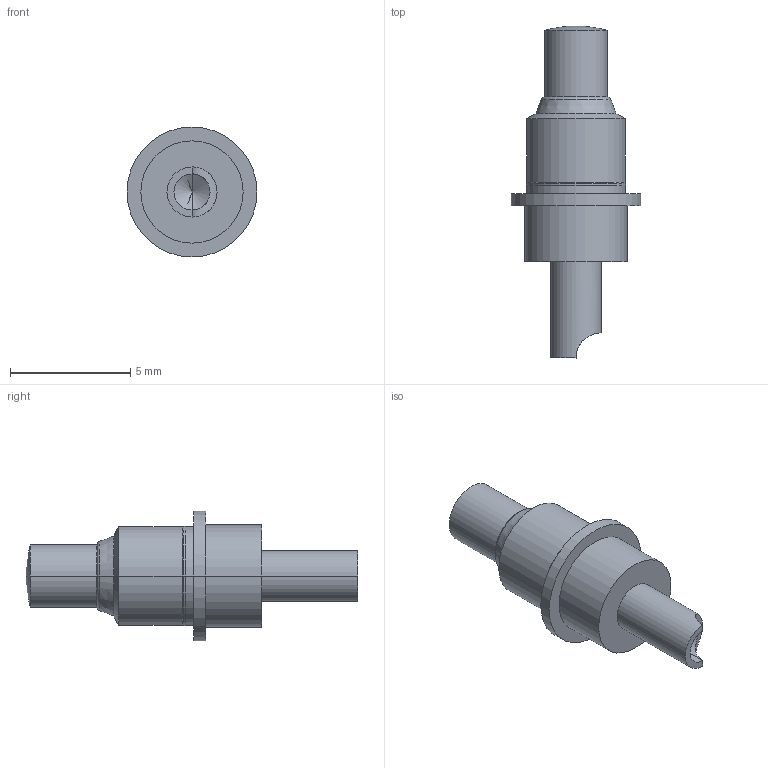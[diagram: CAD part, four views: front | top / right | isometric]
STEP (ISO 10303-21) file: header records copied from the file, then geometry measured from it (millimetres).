
FILE_DESCRIPTION (( 'STEP AP214' ), '1' );
FILE_NAME ('UEBK-30304_2017_09_14.STEP', '2017-09-14T07:00:52', ( '' ), ( '' ), 'SwSTEP 2.0', 'SolidWorks 2017', '' );
FILE_SCHEMA (( 'AUTOMOTIVE_DESIGN' ));
Length unit declared in the file: millimetre
Products named in the file (1): UEBK-30304_2017_09_14
Bounding box: 5.4 x 13.8 x 5.4 mm (x, y, z)
Volume: 117.3 mm3; surface area: 185 mm2
Topology: 1 solids, 1 shells, 34 faces, 72 edges, 40 vertices
Faces by surface type: cylinder 17, cone 8, plane 5, torus 4
Entity records: 964 total; most frequent: CARTESIAN_POINT 196, DIRECTION 174, ORIENTED_EDGE 136, AXIS2_PLACEMENT_3D 74, EDGE_CURVE 68, VERTEX_POINT 40, CIRCLE 39, EDGE_LOOP 38
